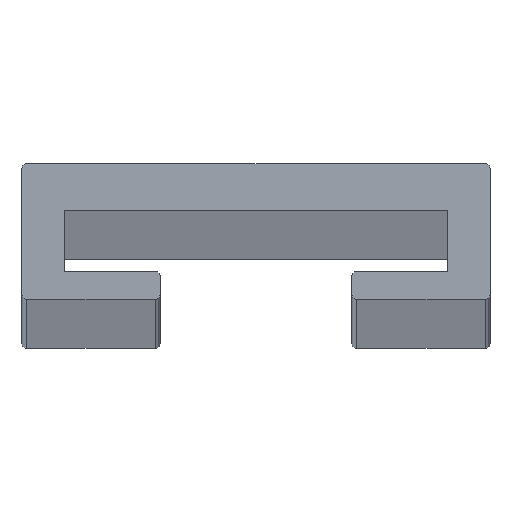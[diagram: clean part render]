
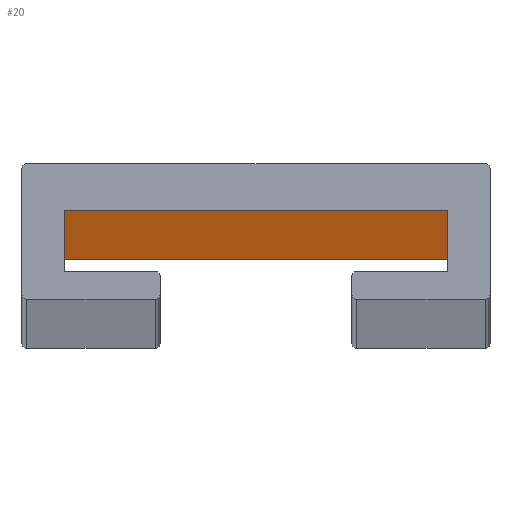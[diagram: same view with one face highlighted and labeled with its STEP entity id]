
A CAD part, top view. The second image highlights one B-rep face of the part: STEP entity #20.
In plain terms, the highlighted planar face has unit normal (0, -1, 0).
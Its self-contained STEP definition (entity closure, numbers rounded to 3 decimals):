
#5 = CARTESIAN_POINT ( 'NONE',  ( 12.81, 0.093, 3000. ) ) ;
#20 = ADVANCED_FACE ( 'NONE', ( #593 ), #1031, .F. ) ;
#101 = CARTESIAN_POINT ( 'NONE',  ( -28.19, 0.093, 3000. ) ) ;
#127 = CARTESIAN_POINT ( 'NONE',  ( 12.81, 0.093, 0. ) ) ;
#152 = VERTEX_POINT ( 'NONE', #166 ) ;
#166 = CARTESIAN_POINT ( 'NONE',  ( 12.81, 0.093, 3000. ) ) ;
#179 = ORIENTED_EDGE ( 'NONE', *, *, #407, .F. ) ;
#205 = DIRECTION ( 'NONE',  ( 0., 0., -1. ) ) ;
#288 = CARTESIAN_POINT ( 'NONE',  ( -28.19, 0.093, 3000. ) ) ;
#366 = LINE ( 'NONE', #1042, #951 ) ;
#385 = EDGE_CURVE ( 'NONE', #632, #534, #555, .T. ) ;
#397 = CARTESIAN_POINT ( 'NONE',  ( -28.19, 0.093, 0. ) ) ;
#407 = EDGE_CURVE ( 'NONE', #152, #534, #995, .T. ) ;
#438 = VECTOR ( 'NONE', #205, 1000. ) ;
#443 = VERTEX_POINT ( 'NONE', #101 ) ;
#492 = DIRECTION ( 'NONE',  ( 0., 1., 0. ) ) ;
#504 = LINE ( 'NONE', #288, #438 ) ;
#534 = VERTEX_POINT ( 'NONE', #127 ) ;
#543 = EDGE_CURVE ( 'NONE', #443, #632, #504, .T. ) ;
#555 = LINE ( 'NONE', #694, #945 ) ;
#560 = ORIENTED_EDGE ( 'NONE', *, *, #728, .F. ) ;
#573 = CARTESIAN_POINT ( 'NONE',  ( -28.19, 0.093, 3000. ) ) ;
#593 = FACE_OUTER_BOUND ( 'NONE', #615, .T. ) ;
#615 = EDGE_LOOP ( 'NONE', ( #967, #179, #560, #805 ) ) ;
#621 = VECTOR ( 'NONE', #857, 1000. ) ;
#632 = VERTEX_POINT ( 'NONE', #397 ) ;
#658 = DIRECTION ( 'NONE',  ( 0., 0., 1. ) ) ;
#668 = DIRECTION ( 'NONE',  ( 1., 0., 0. ) ) ;
#694 = CARTESIAN_POINT ( 'NONE',  ( -28.19, 0.093, 0. ) ) ;
#728 = EDGE_CURVE ( 'NONE', #443, #152, #366, .T. ) ;
#798 = AXIS2_PLACEMENT_3D ( 'NONE', #573, #492, #658 ) ;
#805 = ORIENTED_EDGE ( 'NONE', *, *, #543, .T. ) ;
#857 = DIRECTION ( 'NONE',  ( 0., 0., -1. ) ) ;
#916 = DIRECTION ( 'NONE',  ( 1., 0., 0. ) ) ;
#945 = VECTOR ( 'NONE', #916, 1000. ) ;
#951 = VECTOR ( 'NONE', #668, 1000. ) ;
#967 = ORIENTED_EDGE ( 'NONE', *, *, #385, .T. ) ;
#995 = LINE ( 'NONE', #5, #621 ) ;
#1031 = PLANE ( 'NONE',  #798 ) ;
#1042 = CARTESIAN_POINT ( 'NONE',  ( -28.19, 0.093, 3000. ) ) ;
